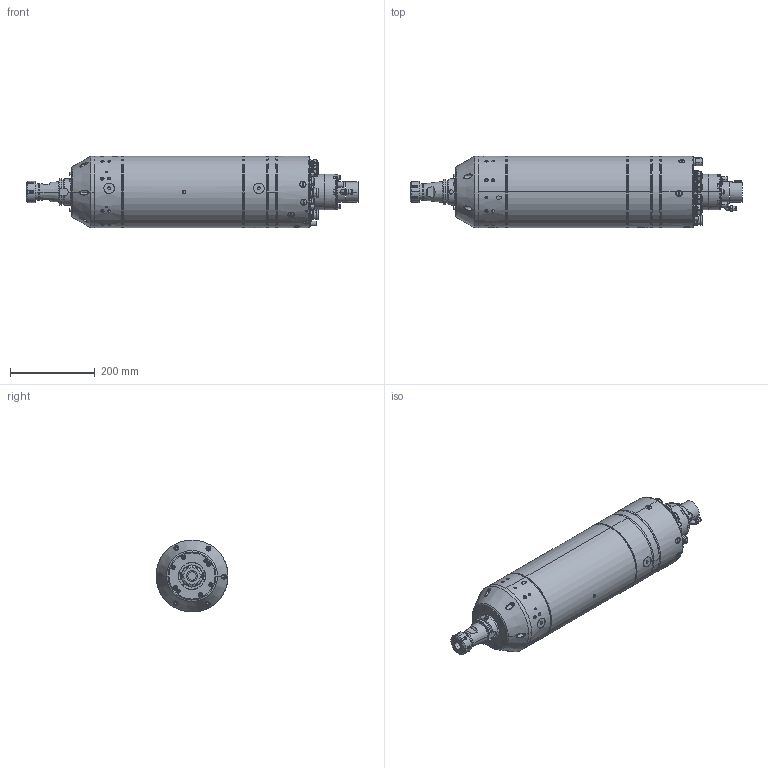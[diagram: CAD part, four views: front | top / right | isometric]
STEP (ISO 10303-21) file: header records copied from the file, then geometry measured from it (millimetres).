
FILE_DESCRIPTION (( 'STEP AP203' ), '1' );
FILE_NAME ('170AI18HKW-02-.STEP', '2014-05-28T07:30:44', ( '' ), ( '' ), 'SwSTEP 2.0', 'SolidWorks 2014', '' );
FILE_SCHEMA (( 'CONFIG_CONTROL_DESIGN' ));
Length unit declared in the file: millimetre
Products named in the file (1): 170AI18HKW-02-
Bounding box: 783.96 x 170 x 170 mm (x, y, z)
Surface area: 488447 mm2 (no closed solid volume)
Topology: 0 solids, 167 shells, 1575 faces, 4754 edges, 3363 vertices
Faces by surface type: plane 636, cylinder 623, cone 141, torus 127, bspline 24, sphere 24
Entity records: 60860 total; most frequent: CARTESIAN_POINT 17276, DIRECTION 9792, ORIENTED_EDGE 7667, EDGE_CURVE 4708, AXIS2_PLACEMENT_3D 3831, VERTEX_POINT 3351, CIRCLE 2279, LINE 2130
